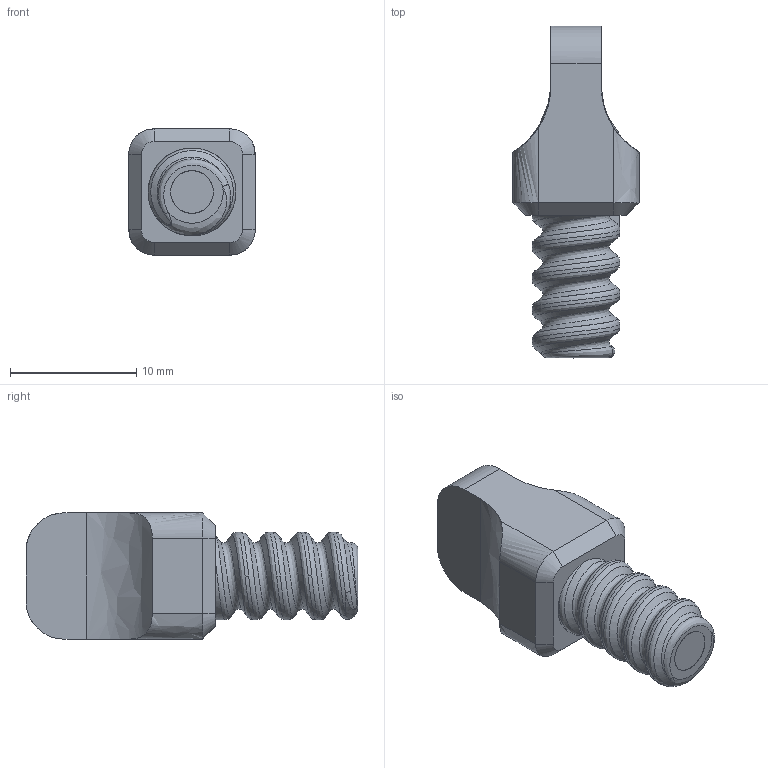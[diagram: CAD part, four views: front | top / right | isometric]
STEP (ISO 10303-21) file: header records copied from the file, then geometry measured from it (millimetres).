
FILE_DESCRIPTION(/* description */ (''),/* implementation_level */ '2;1');
FILE_NAME(/* name */ 'NECKTR~2',/* time_stamp */ '2018-03-11T19:54:50+01:00',/* author */ (''),/* organization */ (''),/* preprocessor_version */ 'ST-DEVELOPER v15',/* originating_system */ '',/* authorisation */ '');
FILE_SCHEMA (('AUTOMOTIVE_DESIGN'));
Length unit declared in the file: millimetre
Products named in the file (1): Document
Bounding box: 10.01 x 26.3 x 10 mm (x, y, z)
Surface area: 863 mm2 (no closed solid volume)
Topology: 0 solids, 1 shells, 52 faces, 131 edges, 80 vertices
Faces by surface type: bspline 37, plane 15
Entity records: 10268 total; most frequent: CARTESIAN_POINT 9474, ORIENTED_EDGE 256, EDGE_CURVE 131, B_SPLINE_CURVE_WITH_KNOTS 95, VERTEX_POINT 80, EDGE_LOOP 54, ADVANCED_FACE 52, FACE_OUTER_BOUND 52
